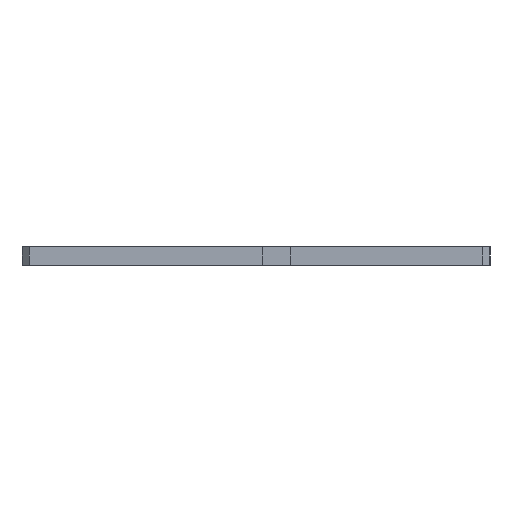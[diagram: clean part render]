
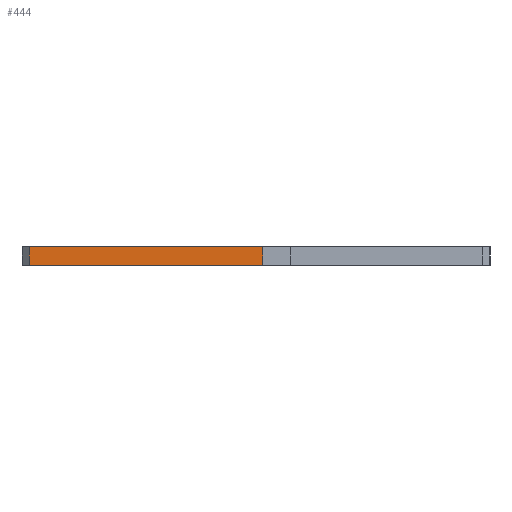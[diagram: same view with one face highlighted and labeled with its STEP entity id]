
A CAD part, left-side view. The second image highlights one B-rep face of the part: STEP entity #444.
In plain terms, the highlighted planar face has unit normal (-1, 0, 0).
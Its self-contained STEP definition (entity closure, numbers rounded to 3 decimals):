
#50 = DIRECTION ( 'NONE',  ( 0., 1., 0. ) ) ;
#68 = DIRECTION ( 'NONE',  ( 0., 0., -1. ) ) ;
#84 = CARTESIAN_POINT ( 'NONE',  ( -20., 13.5, 2. ) ) ;
#216 = AXIS2_PLACEMENT_3D ( 'NONE', #326, #321, #973 ) ;
#283 = LINE ( 'NONE', #410, #844 ) ;
#297 = EDGE_CURVE ( 'NONE', #1083, #1338, #283, .T. ) ;
#321 = DIRECTION ( 'NONE',  ( -1., 0., 0. ) ) ;
#326 = CARTESIAN_POINT ( 'NONE',  ( -20., -10.7, 2. ) ) ;
#393 = LINE ( 'NONE', #716, #1063 ) ;
#410 = CARTESIAN_POINT ( 'NONE',  ( -20., -10.7, 2. ) ) ;
#444 = ADVANCED_FACE ( 'NONE', ( #887 ), #1087, .T. ) ;
#507 = ORIENTED_EDGE ( 'NONE', *, *, #1329, .T. ) ;
#537 = CARTESIAN_POINT ( 'NONE',  ( -20., 39.2, 0. ) ) ;
#595 = DIRECTION ( 'NONE',  ( 0., 0., -1. ) ) ;
#606 = CARTESIAN_POINT ( 'NONE',  ( -20., 39.2, 2. ) ) ;
#610 = CARTESIAN_POINT ( 'NONE',  ( -20., 13.5, 10. ) ) ;
#691 = ORIENTED_EDGE ( 'NONE', *, *, #766, .F. ) ;
#716 = CARTESIAN_POINT ( 'NONE',  ( -20., 39.2, 2. ) ) ;
#719 = VERTEX_POINT ( 'NONE', #1345 ) ;
#766 = EDGE_CURVE ( 'NONE', #719, #1105, #1369, .T. ) ;
#803 = VECTOR ( 'NONE', #68, 1000. ) ;
#839 = EDGE_CURVE ( 'NONE', #1083, #719, #1242, .T. ) ;
#844 = VECTOR ( 'NONE', #1162, 1000. ) ;
#887 = FACE_OUTER_BOUND ( 'NONE', #962, .T. ) ;
#909 = VECTOR ( 'NONE', #50, 1000. ) ;
#962 = EDGE_LOOP ( 'NONE', ( #1311, #1122, #507, #691 ) ) ;
#973 = DIRECTION ( 'NONE',  ( 0., 0., 1. ) ) ;
#1063 = VECTOR ( 'NONE', #595, 1000. ) ;
#1083 = VERTEX_POINT ( 'NONE', #84 ) ;
#1087 = PLANE ( 'NONE',  #216 ) ;
#1105 = VERTEX_POINT ( 'NONE', #537 ) ;
#1122 = ORIENTED_EDGE ( 'NONE', *, *, #297, .T. ) ;
#1135 = CARTESIAN_POINT ( 'NONE',  ( -20., -10.7, 0. ) ) ;
#1162 = DIRECTION ( 'NONE',  ( 0., 1., 0. ) ) ;
#1242 = LINE ( 'NONE', #610, #803 ) ;
#1311 = ORIENTED_EDGE ( 'NONE', *, *, #839, .F. ) ;
#1329 = EDGE_CURVE ( 'NONE', #1338, #1105, #393, .T. ) ;
#1338 = VERTEX_POINT ( 'NONE', #606 ) ;
#1345 = CARTESIAN_POINT ( 'NONE',  ( -20., 13.5, 0. ) ) ;
#1369 = LINE ( 'NONE', #1135, #909 ) ;
